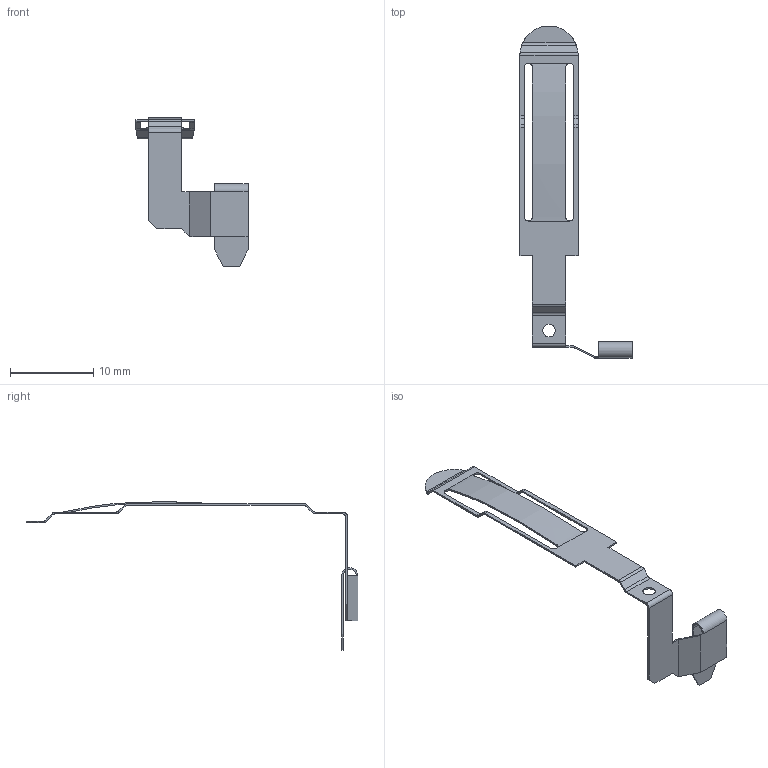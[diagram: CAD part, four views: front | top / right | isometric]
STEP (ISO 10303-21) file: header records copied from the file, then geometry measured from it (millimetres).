
FILE_DESCRIPTION(('FreeCAD Model'),'2;1');
FILE_NAME('Pletina_interruptor v13.step', '2019-09-14T20:14:58',('Author'),(''), 'Open CASCADE STEP processor 7.3','FreeCAD','Unknown');
FILE_SCHEMA(('AUTOMOTIVE_DESIGN { 1 0 10303 214 1 1 1 1 }'));
Length unit declared in the file: millimetre
Products named in the file (1): Part_002
Bounding box: 13.5 x 39.98 x 17.95 mm (x, y, z)
Volume: 66.9 mm3; surface area: 716.5 mm2
Topology: 1 solids, 1 shells, 74 faces, 226 edges, 150 vertices
Faces by surface type: plane 45, cylinder 27, extrusion 2
Full cylindrical faces by diameter (mm): 1.5 x1
Entity records: 7240 total; most frequent: CARTESIAN_POINT 2928, DIRECTION 753, VECTOR 495, LINE 493, ORIENTED_EDGE 452, PCURVE 452, DEFINITIONAL_REPRESENTATION 452, EDGE_CURVE 226
